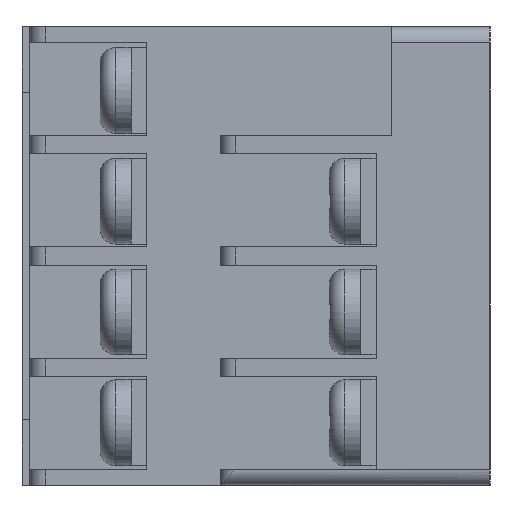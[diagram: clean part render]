
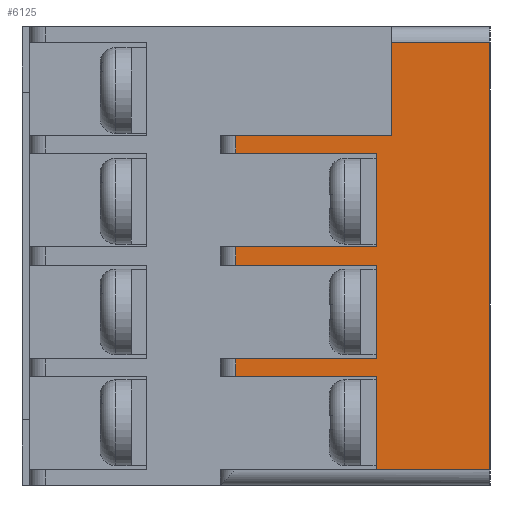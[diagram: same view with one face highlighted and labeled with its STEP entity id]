
A CAD part, left-side view. The second image highlights one B-rep face of the part: STEP entity #6125.
In plain terms, the highlighted planar face has unit normal (-1, 0, 0).
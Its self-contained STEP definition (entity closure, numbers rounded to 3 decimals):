
#270 = CARTESIAN_POINT ( 'NONE',  ( -35.95, 16.3, 6.6 ) ) ;
#293 = CARTESIAN_POINT ( 'NONE',  ( -35.95, 16.3, 0.6 ) ) ;
#365 = LINE ( 'NONE', #8712, #17608 ) ;
#422 = CARTESIAN_POINT ( 'NONE',  ( -35.95, 6.3, -14.7 ) ) ;
#834 = EDGE_CURVE ( 'NONE', #28816, #4886, #16631, .T. ) ;
#1229 = CARTESIAN_POINT ( 'NONE',  ( -35.95, 7.3, -13.7 ) ) ;
#1717 = VERTEX_POINT ( 'NONE', #1229 ) ;
#1771 = EDGE_CURVE ( 'NONE', #26864, #14779, #18652, .T. ) ;
#1795 = ORIENTED_EDGE ( 'NONE', *, *, #9875, .T. ) ;
#1970 = LINE ( 'NONE', #17492, #19884 ) ;
#2009 = DIRECTION ( 'NONE',  ( 0., -1., 0. ) ) ;
#2059 = CARTESIAN_POINT ( 'NONE',  ( -35.95, 7.3, -14.7 ) ) ;
#2630 = DIRECTION ( 'NONE',  ( 0., 1., 0. ) ) ;
#2671 = DIRECTION ( 'NONE',  ( 0., 0., 1. ) ) ;
#2920 = ORIENTED_EDGE ( 'NONE', *, *, #9312, .T. ) ;
#2943 = AXIS2_PLACEMENT_3D ( 'NONE', #24533, #11074, #26821 ) ;
#3134 = VECTOR ( 'NONE', #2009, 1000. ) ;
#3341 = CARTESIAN_POINT ( 'NONE',  ( -35.95, 30., -6.6 ) ) ;
#3576 = VERTEX_POINT ( 'NONE', #12919 ) ;
#4060 = VECTOR ( 'NONE', #5578, 1000. ) ;
#4401 = DIRECTION ( 'NONE',  ( 0., 1., 0. ) ) ;
#4408 = VECTOR ( 'NONE', #13585, 1000. ) ;
#4431 = VECTOR ( 'NONE', #9800, 1000. ) ;
#4668 = CARTESIAN_POINT ( 'NONE',  ( -35.95, 30., 6.6 ) ) ;
#4692 = VECTOR ( 'NONE', #21593, 1000. ) ;
#4886 = VERTEX_POINT ( 'NONE', #10071 ) ;
#5228 = VERTEX_POINT ( 'NONE', #6731 ) ;
#5243 = EDGE_CURVE ( 'NONE', #14779, #20628, #21761, .T. ) ;
#5331 = EDGE_CURVE ( 'NONE', #28816, #5228, #18254, .T. ) ;
#5405 = DIRECTION ( 'NONE',  ( 0., 0., -1. ) ) ;
#5578 = DIRECTION ( 'NONE',  ( 0., 1., 0. ) ) ;
#5781 = LINE ( 'NONE', #7507, #17012 ) ;
#5834 = CARTESIAN_POINT ( 'NONE',  ( -35.95, 7.3, -0.6 ) ) ;
#6125 = ADVANCED_FACE ( 'NONE', ( #9445 ), #15297, .F. ) ;
#6293 = VECTOR ( 'NONE', #2671, 1000. ) ;
#6319 = VECTOR ( 'NONE', #9994, 1000. ) ;
#6362 = ORIENTED_EDGE ( 'NONE', *, *, #834, .T. ) ;
#6731 = CARTESIAN_POINT ( 'NONE',  ( -35.95, 6.3, 13.7 ) ) ;
#7119 = ORIENTED_EDGE ( 'NONE', *, *, #5243, .T. ) ;
#7507 = CARTESIAN_POINT ( 'NONE',  ( -35.95, 0., -14.7 ) ) ;
#8157 = LINE ( 'NONE', #28968, #25388 ) ;
#8389 = CARTESIAN_POINT ( 'NONE',  ( -35.95, 16.3, -0.6 ) ) ;
#8712 = CARTESIAN_POINT ( 'NONE',  ( -35.95, 30., -7.7 ) ) ;
#9104 = ORIENTED_EDGE ( 'NONE', *, *, #22768, .T. ) ;
#9312 = EDGE_CURVE ( 'NONE', #26785, #27725, #8157, .T. ) ;
#9445 = FACE_OUTER_BOUND ( 'NONE', #27477, .T. ) ;
#9767 = DIRECTION ( 'NONE',  ( 0., 0., 1. ) ) ;
#9800 = DIRECTION ( 'NONE',  ( 0., 0., -1. ) ) ;
#9821 = VECTOR ( 'NONE', #27078, 1000. ) ;
#9875 = EDGE_CURVE ( 'NONE', #21823, #5228, #28592, .T. ) ;
#9994 = DIRECTION ( 'NONE',  ( 0., 0., -1. ) ) ;
#10071 = CARTESIAN_POINT ( 'NONE',  ( -35.95, 16.3, 7.7 ) ) ;
#10290 = VECTOR ( 'NONE', #5405, 1000. ) ;
#10873 = ORIENTED_EDGE ( 'NONE', *, *, #12312, .T. ) ;
#10991 = LINE ( 'NONE', #21149, #10290 ) ;
#11074 = DIRECTION ( 'NONE',  ( 1., 0., 0. ) ) ;
#12016 = EDGE_CURVE ( 'NONE', #18457, #1717, #1970, .T. ) ;
#12240 = ORIENTED_EDGE ( 'NONE', *, *, #17381, .T. ) ;
#12312 = EDGE_CURVE ( 'NONE', #16168, #27261, #16339, .T. ) ;
#12435 = EDGE_CURVE ( 'NONE', #28198, #21823, #5781, .T. ) ;
#12531 = CARTESIAN_POINT ( 'NONE',  ( -35.95, 30., 7.7 ) ) ;
#12549 = ORIENTED_EDGE ( 'NONE', *, *, #12435, .T. ) ;
#12856 = DIRECTION ( 'NONE',  ( 0., 0., -1. ) ) ;
#12919 = CARTESIAN_POINT ( 'NONE',  ( -35.95, 16.3, -7.7 ) ) ;
#13214 = DIRECTION ( 'NONE',  ( 0., -1., 0. ) ) ;
#13585 = DIRECTION ( 'NONE',  ( 0., -1., 0. ) ) ;
#13990 = CARTESIAN_POINT ( 'NONE',  ( -35.95, 16.3, -6.6 ) ) ;
#14779 = VERTEX_POINT ( 'NONE', #5834 ) ;
#15065 = LINE ( 'NONE', #28953, #3134 ) ;
#15297 = PLANE ( 'NONE',  #2943 ) ;
#15325 = CARTESIAN_POINT ( 'NONE',  ( -35.95, 7.3, -7.7 ) ) ;
#15725 = EDGE_CURVE ( 'NONE', #25159, #3576, #16357, .T. ) ;
#15983 = LINE ( 'NONE', #3341, #4060 ) ;
#16031 = ORIENTED_EDGE ( 'NONE', *, *, #24945, .T. ) ;
#16168 = VERTEX_POINT ( 'NONE', #270 ) ;
#16339 = LINE ( 'NONE', #4668, #4408 ) ;
#16357 = LINE ( 'NONE', #25323, #4431 ) ;
#16631 = LINE ( 'NONE', #12531, #4692 ) ;
#16658 = CARTESIAN_POINT ( 'NONE',  ( -35.95, 0., 13.7 ) ) ;
#17012 = VECTOR ( 'NONE', #9767, 1000. ) ;
#17132 = CARTESIAN_POINT ( 'NONE',  ( -35.95, 30., -0.6 ) ) ;
#17278 = ORIENTED_EDGE ( 'NONE', *, *, #1771, .T. ) ;
#17381 = EDGE_CURVE ( 'NONE', #1717, #28198, #15065, .T. ) ;
#17492 = CARTESIAN_POINT ( 'NONE',  ( -35.95, 7.3, -14.7 ) ) ;
#17572 = LINE ( 'NONE', #18915, #6319 ) ;
#17608 = VECTOR ( 'NONE', #13214, 1000. ) ;
#18202 = EDGE_CURVE ( 'NONE', #27725, #26864, #10991, .T. ) ;
#18254 = LINE ( 'NONE', #422, #6293 ) ;
#18457 = VERTEX_POINT ( 'NONE', #15325 ) ;
#18652 = LINE ( 'NONE', #17132, #23934 ) ;
#18915 = CARTESIAN_POINT ( 'NONE',  ( -35.95, 16.3, -14.7 ) ) ;
#19191 = DIRECTION ( 'NONE',  ( 0., -1., 0. ) ) ;
#19259 = ORIENTED_EDGE ( 'NONE', *, *, #5331, .F. ) ;
#19884 = VECTOR ( 'NONE', #12856, 1000. ) ;
#19969 = ORIENTED_EDGE ( 'NONE', *, *, #27947, .T. ) ;
#20171 = CARTESIAN_POINT ( 'NONE',  ( -35.95, 7.3, -14.7 ) ) ;
#20628 = VERTEX_POINT ( 'NONE', #27294 ) ;
#21149 = CARTESIAN_POINT ( 'NONE',  ( -35.95, 16.3, -14.7 ) ) ;
#21485 = CARTESIAN_POINT ( 'NONE',  ( -35.95, 7.3, 0.6 ) ) ;
#21593 = DIRECTION ( 'NONE',  ( 0., 1., 0. ) ) ;
#21761 = LINE ( 'NONE', #20171, #9821 ) ;
#21823 = VERTEX_POINT ( 'NONE', #16658 ) ;
#21862 = LINE ( 'NONE', #2059, #27850 ) ;
#22035 = CARTESIAN_POINT ( 'NONE',  ( -35.95, 0., -13.7 ) ) ;
#22628 = VECTOR ( 'NONE', #2630, 1000. ) ;
#22768 = EDGE_CURVE ( 'NONE', #27261, #26785, #21862, .T. ) ;
#22769 = CARTESIAN_POINT ( 'NONE',  ( -35.95, 30., 13.7 ) ) ;
#23682 = ORIENTED_EDGE ( 'NONE', *, *, #18202, .T. ) ;
#23934 = VECTOR ( 'NONE', #19191, 1000. ) ;
#24533 = CARTESIAN_POINT ( 'NONE',  ( -35.95, 30., -14.7 ) ) ;
#24714 = ORIENTED_EDGE ( 'NONE', *, *, #15725, .T. ) ;
#24945 = EDGE_CURVE ( 'NONE', #3576, #18457, #365, .T. ) ;
#25159 = VERTEX_POINT ( 'NONE', #13990 ) ;
#25323 = CARTESIAN_POINT ( 'NONE',  ( -35.95, 16.3, -14.7 ) ) ;
#25388 = VECTOR ( 'NONE', #4401, 1000. ) ;
#25681 = CARTESIAN_POINT ( 'NONE',  ( -35.95, 7.3, 6.6 ) ) ;
#26091 = ORIENTED_EDGE ( 'NONE', *, *, #12016, .T. ) ;
#26706 = EDGE_CURVE ( 'NONE', #4886, #16168, #17572, .T. ) ;
#26785 = VERTEX_POINT ( 'NONE', #21485 ) ;
#26821 = DIRECTION ( 'NONE',  ( 0., 0., -1. ) ) ;
#26864 = VERTEX_POINT ( 'NONE', #8389 ) ;
#26868 = CARTESIAN_POINT ( 'NONE',  ( -35.95, 6.3, 7.7 ) ) ;
#27078 = DIRECTION ( 'NONE',  ( 0., 0., -1. ) ) ;
#27261 = VERTEX_POINT ( 'NONE', #25681 ) ;
#27294 = CARTESIAN_POINT ( 'NONE',  ( -35.95, 7.3, -6.6 ) ) ;
#27441 = DIRECTION ( 'NONE',  ( 0., 0., -1. ) ) ;
#27477 = EDGE_LOOP ( 'NONE', ( #28150, #10873, #9104, #2920, #23682, #17278, #7119, #19969, #24714, #16031, #26091, #12240, #12549, #1795, #19259, #6362 ) ) ;
#27725 = VERTEX_POINT ( 'NONE', #293 ) ;
#27850 = VECTOR ( 'NONE', #27441, 1000. ) ;
#27947 = EDGE_CURVE ( 'NONE', #20628, #25159, #15983, .T. ) ;
#28150 = ORIENTED_EDGE ( 'NONE', *, *, #26706, .T. ) ;
#28198 = VERTEX_POINT ( 'NONE', #22035 ) ;
#28592 = LINE ( 'NONE', #22769, #22628 ) ;
#28816 = VERTEX_POINT ( 'NONE', #26868 ) ;
#28953 = CARTESIAN_POINT ( 'NONE',  ( -35.95, 30., -13.7 ) ) ;
#28968 = CARTESIAN_POINT ( 'NONE',  ( -35.95, 30., 0.6 ) ) ;
